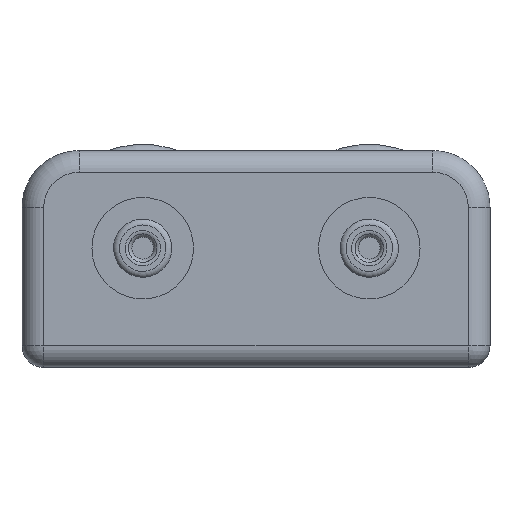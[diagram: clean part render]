
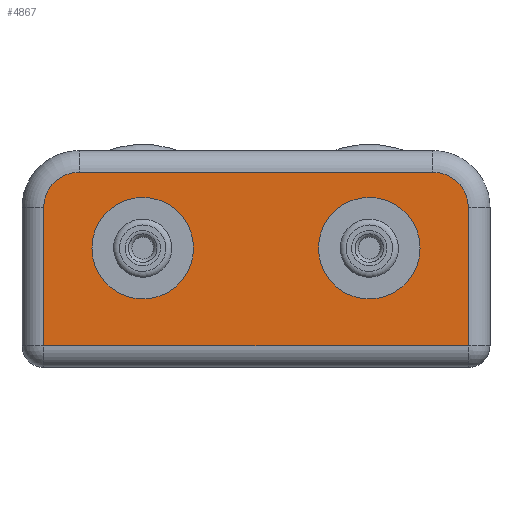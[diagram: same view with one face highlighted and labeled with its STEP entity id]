
A CAD part, left-side view. The second image highlights one B-rep face of the part: STEP entity #4867.
In plain terms, the highlighted planar face has unit normal (-1, 0, 0).
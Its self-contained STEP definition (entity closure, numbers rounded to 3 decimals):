
#207=FACE_BOUND('',#737,.T.);
#208=FACE_BOUND('',#738,.T.);
#257=PLANE('',#5251);
#439=FACE_OUTER_BOUND('',#736,.T.);
#736=EDGE_LOOP('',(#3552,#3553,#3554,#3555,#3556,#3557));
#737=EDGE_LOOP('',(#3558));
#738=EDGE_LOOP('',(#3559));
#1152=LINE('',#7770,#1619);
#1153=LINE('',#7774,#1620);
#1154=LINE('',#7776,#1621);
#1155=LINE('',#7778,#1622);
#1619=VECTOR('',#5918,1000.);
#1620=VECTOR('',#5921,1000.);
#1621=VECTOR('',#5922,1000.);
#1622=VECTOR('',#5923,1000.);
#2000=CIRCLE('',#5252,3.1);
#2001=CIRCLE('',#5253,3.1);
#2002=CIRCLE('',#5254,4.45);
#2003=CIRCLE('',#5255,4.45);
#2322=VERTEX_POINT('',#7768);
#2323=VERTEX_POINT('',#7769);
#2324=VERTEX_POINT('',#7771);
#2325=VERTEX_POINT('',#7773);
#2326=VERTEX_POINT('',#7775);
#2327=VERTEX_POINT('',#7777);
#2328=VERTEX_POINT('',#7780);
#2329=VERTEX_POINT('',#7782);
#2812=EDGE_CURVE('',#2322,#2323,#1152,.F.);
#2813=EDGE_CURVE('',#2323,#2324,#2000,.F.);
#2814=EDGE_CURVE('',#2324,#2325,#1153,.T.);
#2815=EDGE_CURVE('',#2325,#2326,#1154,.T.);
#2816=EDGE_CURVE('',#2326,#2327,#1155,.F.);
#2817=EDGE_CURVE('',#2327,#2322,#2001,.F.);
#2818=EDGE_CURVE('',#2328,#2328,#2002,.T.);
#2819=EDGE_CURVE('',#2329,#2329,#2003,.T.);
#3552=ORIENTED_EDGE('',*,*,#2812,.T.);
#3553=ORIENTED_EDGE('',*,*,#2813,.T.);
#3554=ORIENTED_EDGE('',*,*,#2814,.T.);
#3555=ORIENTED_EDGE('',*,*,#2815,.T.);
#3556=ORIENTED_EDGE('',*,*,#2816,.T.);
#3557=ORIENTED_EDGE('',*,*,#2817,.T.);
#3558=ORIENTED_EDGE('',*,*,#2818,.T.);
#3559=ORIENTED_EDGE('',*,*,#2819,.T.);
#4867=ADVANCED_FACE('',(#439,#207,#208),#257,.F.);
#5251=AXIS2_PLACEMENT_3D('',#7767,#5916,#5917);
#5252=AXIS2_PLACEMENT_3D('',#7772,#5919,#5920);
#5253=AXIS2_PLACEMENT_3D('',#7779,#5924,#5925);
#5254=AXIS2_PLACEMENT_3D('',#7781,#5926,#5927);
#5255=AXIS2_PLACEMENT_3D('',#7783,#5928,#5929);
#5916=DIRECTION('center_axis',(1.,0.,0.));
#5917=DIRECTION('ref_axis',(0.,0.,-1.));
#5918=DIRECTION('',(0.,-1.,0.));
#5919=DIRECTION('center_axis',(1.,0.,0.));
#5920=DIRECTION('ref_axis',(0.,0.,-1.));
#5921=DIRECTION('',(0.,0.,-1.));
#5922=DIRECTION('',(0.,-1.,0.));
#5923=DIRECTION('',(0.,0.,-1.));
#5924=DIRECTION('center_axis',(1.,0.,0.));
#5925=DIRECTION('ref_axis',(0.,0.,-1.));
#5926=DIRECTION('center_axis',(1.,0.,0.));
#5927=DIRECTION('ref_axis',(0.,-1.,0.));
#5928=DIRECTION('center_axis',(1.,0.,0.));
#5929=DIRECTION('ref_axis',(0.,-1.,0.));
#7767=CARTESIAN_POINT('Origin',(-38.,20.5,19.));
#7768=CARTESIAN_POINT('',(-38.,-15.5,17.1));
#7769=CARTESIAN_POINT('',(-38.,15.5,17.1));
#7770=CARTESIAN_POINT('',(-38.,15.5,17.1));
#7771=CARTESIAN_POINT('',(-38.,18.6,14.));
#7772=CARTESIAN_POINT('Origin',(-38.,15.5,14.));
#7773=CARTESIAN_POINT('',(-38.,18.6,1.9));
#7774=CARTESIAN_POINT('',(-38.,18.6,19.));
#7775=CARTESIAN_POINT('',(-38.,-18.6,1.9));
#7776=CARTESIAN_POINT('',(-38.,20.5,1.9));
#7777=CARTESIAN_POINT('',(-38.,-18.6,14.));
#7778=CARTESIAN_POINT('',(-38.,-18.6,19.));
#7779=CARTESIAN_POINT('Origin',(-38.,-15.5,14.));
#7780=CARTESIAN_POINT('',(-38.,-9.925,6.));
#7781=CARTESIAN_POINT('Origin',(-38.,-9.925,10.45));
#7782=CARTESIAN_POINT('',(-38.,9.925,6.));
#7783=CARTESIAN_POINT('Origin',(-38.,9.925,10.45));
